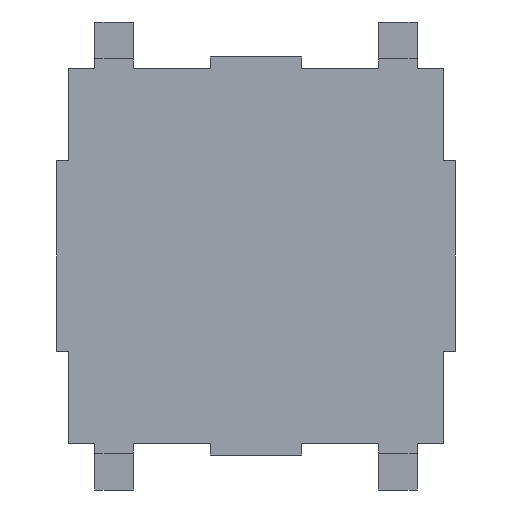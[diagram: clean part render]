
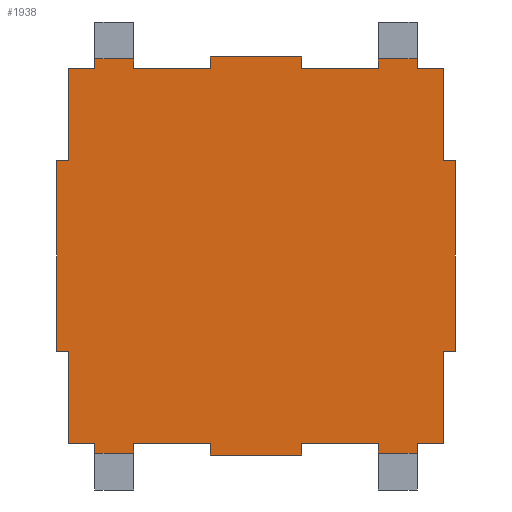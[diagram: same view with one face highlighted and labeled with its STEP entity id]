
A CAD part, front view. The second image highlights one B-rep face of the part: STEP entity #1938.
In plain terms, the highlighted planar face has unit normal (0, -1, 0).
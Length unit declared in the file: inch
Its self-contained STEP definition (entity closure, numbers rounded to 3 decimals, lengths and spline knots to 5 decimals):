
#266=DIRECTION('',(0.,0.,-1.));
#267=VECTOR('',#266,0.0475);
#268=CARTESIAN_POINT('',(0.0965,0.004,-0.049));
#269=LINE('',#268,#267);
#282=DIRECTION('',(0.,0.,-1.));
#283=VECTOR('',#282,0.0475);
#284=CARTESIAN_POINT('',(0.0965,0.004,0.0965));
#285=LINE('',#284,#283);
#319=DIRECTION('',(-1.,0.,0.));
#320=VECTOR('',#319,0.0395);
#321=CARTESIAN_POINT('',(0.063,0.004,-0.0965));
#322=LINE('',#321,#320);
#335=DIRECTION('',(-1.,0.,0.));
#336=VECTOR('',#335,0.0135);
#337=CARTESIAN_POINT('',(0.0965,0.004,-0.0965));
#338=LINE('',#337,#336);
#347=DIRECTION('',(-1.,0.,0.));
#348=VECTOR('',#347,0.0135);
#349=CARTESIAN_POINT('',(-0.083,0.004,-0.0965));
#350=LINE('',#349,#348);
#363=DIRECTION('',(-1.,0.,0.));
#364=VECTOR('',#363,0.0395);
#365=CARTESIAN_POINT('',(-0.0235,0.004,-0.0965));
#366=LINE('',#365,#364);
#380=DIRECTION('',(0.,0.,1.));
#381=VECTOR('',#380,0.006);
#382=CARTESIAN_POINT('',(0.0235,0.004,-0.1025));
#383=LINE('',#382,#381);
#388=DIRECTION('',(0.,0.,1.));
#389=VECTOR('',#388,0.006);
#390=CARTESIAN_POINT('',(0.0235,0.004,0.0965));
#391=LINE('',#390,#389);
#439=DIRECTION('',(0.,0.,1.));
#440=VECTOR('',#439,0.0475);
#441=CARTESIAN_POINT('',(-0.0965,0.004,-0.0965));
#442=LINE('',#441,#440);
#451=DIRECTION('',(0.,0.,1.));
#452=VECTOR('',#451,0.0475);
#453=CARTESIAN_POINT('',(-0.0965,0.004,0.049));
#454=LINE('',#453,#452);
#463=DIRECTION('',(1.,0.,0.));
#464=VECTOR('',#463,0.006);
#465=CARTESIAN_POINT('',(0.0965,0.004,-0.049));
#466=LINE('',#465,#464);
#481=DIRECTION('',(1.,0.,0.));
#482=VECTOR('',#481,0.006);
#483=CARTESIAN_POINT('',(-0.1025,0.004,-0.049));
#484=LINE('',#483,#482);
#485=DIRECTION('',(0.,0.,1.));
#486=VECTOR('',#485,0.006);
#487=CARTESIAN_POINT('',(-0.0235,0.004,-0.1025));
#488=LINE('',#487,#486);
#489=DIRECTION('',(1.,0.,0.));
#490=VECTOR('',#489,0.006);
#491=CARTESIAN_POINT('',(-0.1025,0.004,0.049));
#492=LINE('',#491,#490);
#493=DIRECTION('',(-1.,0.,0.));
#494=VECTOR('',#493,0.02);
#495=CARTESIAN_POINT('',(-0.063,0.004,0.1015));
#496=LINE('',#495,#494);
#497=DIRECTION('',(0.,0.,1.));
#498=VECTOR('',#497,0.006);
#499=CARTESIAN_POINT('',(-0.0235,0.004,0.0965));
#500=LINE('',#499,#498);
#501=DIRECTION('',(1.,0.,0.));
#502=VECTOR('',#501,0.02);
#503=CARTESIAN_POINT('',(0.063,0.004,0.1015));
#504=LINE('',#503,#502);
#505=DIRECTION('',(1.,0.,0.));
#506=VECTOR('',#505,0.006);
#507=CARTESIAN_POINT('',(0.0965,0.004,0.049));
#508=LINE('',#507,#506);
#517=DIRECTION('',(1.,0.,0.));
#518=VECTOR('',#517,0.047);
#519=CARTESIAN_POINT('',(-0.0235,0.004,-0.1025));
#520=LINE('',#519,#518);
#525=DIRECTION('',(0.,0.,-1.));
#526=VECTOR('',#525,0.005);
#527=CARTESIAN_POINT('',(-0.063,0.004,0.1015));
#528=LINE('',#527,#526);
#577=DIRECTION('',(0.,0.,-1.));
#578=VECTOR('',#577,0.005);
#579=CARTESIAN_POINT('',(-0.063,0.004,-0.0965));
#580=LINE('',#579,#578);
#589=DIRECTION('',(1.,0.,0.));
#590=VECTOR('',#589,0.0395);
#591=CARTESIAN_POINT('',(-0.063,0.004,0.0965));
#592=LINE('',#591,#590);
#605=DIRECTION('',(1.,0.,0.));
#606=VECTOR('',#605,0.0135);
#607=CARTESIAN_POINT('',(-0.0965,0.004,0.0965));
#608=LINE('',#607,#606);
#617=DIRECTION('',(1.,0.,0.));
#618=VECTOR('',#617,0.0135);
#619=CARTESIAN_POINT('',(0.083,0.004,0.0965));
#620=LINE('',#619,#618);
#633=DIRECTION('',(1.,0.,0.));
#634=VECTOR('',#633,0.0395);
#635=CARTESIAN_POINT('',(0.0235,0.004,0.0965));
#636=LINE('',#635,#634);
#706=DIRECTION('',(0.,0.,-1.));
#707=VECTOR('',#706,0.005);
#708=CARTESIAN_POINT('',(-0.083,0.004,0.1015));
#709=LINE('',#708,#707);
#710=DIRECTION('',(0.,0.,-1.));
#711=VECTOR('',#710,0.005);
#712=CARTESIAN_POINT('',(-0.083,0.004,-0.0965));
#713=LINE('',#712,#711);
#738=DIRECTION('',(-1.,0.,0.));
#739=VECTOR('',#738,0.02);
#740=CARTESIAN_POINT('',(-0.063,0.004,-0.1015));
#741=LINE('',#740,#739);
#803=DIRECTION('',(1.,0.,0.));
#804=VECTOR('',#803,0.047);
#805=CARTESIAN_POINT('',(-0.0235,0.004,0.1025));
#806=LINE('',#805,#804);
#816=DIRECTION('',(0.,0.,-1.));
#817=VECTOR('',#816,0.005);
#818=CARTESIAN_POINT('',(0.083,0.004,0.1015));
#819=LINE('',#818,#817);
#868=DIRECTION('',(0.,0.,-1.));
#869=VECTOR('',#868,0.005);
#870=CARTESIAN_POINT('',(0.083,0.004,-0.0965));
#871=LINE('',#870,#869);
#900=DIRECTION('',(0.,0.,-1.));
#901=VECTOR('',#900,0.005);
#902=CARTESIAN_POINT('',(0.063,0.004,0.1015));
#903=LINE('',#902,#901);
#904=DIRECTION('',(0.,0.,-1.));
#905=VECTOR('',#904,0.005);
#906=CARTESIAN_POINT('',(0.063,0.004,-0.0965));
#907=LINE('',#906,#905);
#948=DIRECTION('',(1.,0.,0.));
#949=VECTOR('',#948,0.02);
#950=CARTESIAN_POINT('',(0.063,0.004,-0.1015));
#951=LINE('',#950,#949);
#980=DIRECTION('',(0.,0.,-1.));
#981=VECTOR('',#980,0.098);
#982=CARTESIAN_POINT('',(-0.1025,0.004,0.049));
#983=LINE('',#982,#981);
#996=DIRECTION('',(0.,0.,-1.));
#997=VECTOR('',#996,0.098);
#998=CARTESIAN_POINT('',(0.1025,0.004,0.049));
#999=LINE('',#998,#997);
#1004=CARTESIAN_POINT('',(0.063,0.004,-0.1015));
#1006=VERTEX_POINT('',#1004);
#1026=CARTESIAN_POINT('',(0.063,0.004,0.1015));
#1027=VERTEX_POINT('',#1026);
#1028=CARTESIAN_POINT('',(0.083,0.004,-0.1015));
#1030=VERTEX_POINT('',#1028);
#1050=CARTESIAN_POINT('',(0.083,0.004,0.1015));
#1051=VERTEX_POINT('',#1050);
#1052=CARTESIAN_POINT('',(0.063,0.004,0.0965));
#1054=VERTEX_POINT('',#1052);
#1056=CARTESIAN_POINT('',(0.083,0.004,0.0965));
#1058=VERTEX_POINT('',#1056);
#1060=CARTESIAN_POINT('',(0.063,0.004,-0.0965));
#1062=VERTEX_POINT('',#1060);
#1064=CARTESIAN_POINT('',(0.083,0.004,-0.0965));
#1066=VERTEX_POINT('',#1064);
#1068=CARTESIAN_POINT('',(0.0965,0.004,0.0965));
#1069=VERTEX_POINT('',#1068);
#1070=CARTESIAN_POINT('',(0.0965,0.004,-0.0965));
#1071=VERTEX_POINT('',#1070);
#1072=CARTESIAN_POINT('',(-0.063,0.004,-0.1015));
#1074=VERTEX_POINT('',#1072);
#1094=CARTESIAN_POINT('',(-0.063,0.004,0.1015));
#1095=VERTEX_POINT('',#1094);
#1096=CARTESIAN_POINT('',(-0.083,0.004,-0.1015));
#1098=VERTEX_POINT('',#1096);
#1118=CARTESIAN_POINT('',(-0.083,0.004,0.1015));
#1119=VERTEX_POINT('',#1118);
#1120=CARTESIAN_POINT('',(-0.063,0.004,0.0965));
#1122=VERTEX_POINT('',#1120);
#1124=CARTESIAN_POINT('',(-0.083,0.004,0.0965));
#1126=VERTEX_POINT('',#1124);
#1128=CARTESIAN_POINT('',(-0.063,0.004,-0.0965));
#1130=VERTEX_POINT('',#1128);
#1132=CARTESIAN_POINT('',(-0.083,0.004,-0.0965));
#1134=VERTEX_POINT('',#1132);
#1136=CARTESIAN_POINT('',(-0.0965,0.004,0.0965));
#1137=VERTEX_POINT('',#1136);
#1138=CARTESIAN_POINT('',(-0.0965,0.004,-0.0965));
#1139=VERTEX_POINT('',#1138);
#1168=CARTESIAN_POINT('',(-0.1025,0.004,0.049));
#1169=CARTESIAN_POINT('',(-0.1025,0.004,-0.049));
#1170=VERTEX_POINT('',#1168);
#1171=VERTEX_POINT('',#1169);
#1172=CARTESIAN_POINT('',(0.1025,0.004,0.049));
#1173=CARTESIAN_POINT('',(0.1025,0.004,-0.049));
#1174=VERTEX_POINT('',#1172);
#1175=VERTEX_POINT('',#1173);
#1176=CARTESIAN_POINT('',(-0.0965,0.004,-0.049));
#1177=VERTEX_POINT('',#1176);
#1178=CARTESIAN_POINT('',(-0.0965,0.004,0.049));
#1179=VERTEX_POINT('',#1178);
#1180=CARTESIAN_POINT('',(0.0965,0.004,0.049));
#1181=VERTEX_POINT('',#1180);
#1182=CARTESIAN_POINT('',(0.0965,0.004,-0.049));
#1183=VERTEX_POINT('',#1182);
#1184=CARTESIAN_POINT('',(-0.0235,0.004,-0.1025));
#1185=CARTESIAN_POINT('',(0.0235,0.004,-0.1025));
#1186=VERTEX_POINT('',#1184);
#1187=VERTEX_POINT('',#1185);
#1188=CARTESIAN_POINT('',(-0.0235,0.004,0.1025));
#1189=CARTESIAN_POINT('',(0.0235,0.004,0.1025));
#1190=VERTEX_POINT('',#1188);
#1191=VERTEX_POINT('',#1189);
#1192=CARTESIAN_POINT('',(-0.0235,0.004,0.0965));
#1193=VERTEX_POINT('',#1192);
#1194=CARTESIAN_POINT('',(0.0235,0.004,0.0965));
#1195=VERTEX_POINT('',#1194);
#1196=CARTESIAN_POINT('',(0.0235,0.004,-0.0965));
#1197=VERTEX_POINT('',#1196);
#1198=CARTESIAN_POINT('',(-0.0235,0.004,-0.0965));
#1199=VERTEX_POINT('',#1198);
#1875=CARTESIAN_POINT('',(0.,0.004,0.));
#1876=DIRECTION('',(0.,1.,0.));
#1877=DIRECTION('',(1.,0.,0.));
#1878=AXIS2_PLACEMENT_3D('',#1875,#1876,#1877);
#1879=PLANE('',#1878);
#1880=ORIENTED_EDGE('',*,*,#1665,.T.);
#1881=ORIENTED_EDGE('',*,*,#1715,.F.);
#1883=ORIENTED_EDGE('',*,*,#1882,.F.);
#1884=ORIENTED_EDGE('',*,*,#1759,.T.);
#1885=ORIENTED_EDGE('',*,*,#1696,.T.);
#1887=ORIENTED_EDGE('',*,*,#1886,.T.);
#1889=ORIENTED_EDGE('',*,*,#1888,.T.);
#1891=ORIENTED_EDGE('',*,*,#1890,.F.);
#1892=ORIENTED_EDGE('',*,*,#1688,.T.);
#1893=ORIENTED_EDGE('',*,*,#1821,.T.);
#1894=ORIENTED_EDGE('',*,*,#1870,.F.);
#1896=ORIENTED_EDGE('',*,*,#1895,.F.);
#1897=ORIENTED_EDGE('',*,*,#1589,.T.);
#1898=ORIENTED_EDGE('',*,*,#1836,.T.);
#1900=ORIENTED_EDGE('',*,*,#1899,.T.);
#1902=ORIENTED_EDGE('',*,*,#1901,.F.);
#1904=ORIENTED_EDGE('',*,*,#1903,.F.);
#1906=ORIENTED_EDGE('',*,*,#1905,.T.);
#1908=ORIENTED_EDGE('',*,*,#1907,.T.);
#1909=ORIENTED_EDGE('',*,*,#1781,.T.);
#1911=ORIENTED_EDGE('',*,*,#1910,.T.);
#1912=ORIENTED_EDGE('',*,*,#1729,.F.);
#1914=ORIENTED_EDGE('',*,*,#1913,.T.);
#1916=ORIENTED_EDGE('',*,*,#1915,.F.);
#1918=ORIENTED_EDGE('',*,*,#1917,.T.);
#1920=ORIENTED_EDGE('',*,*,#1919,.T.);
#1922=ORIENTED_EDGE('',*,*,#1921,.T.);
#1923=ORIENTED_EDGE('',*,*,#1622,.T.);
#1924=ORIENTED_EDGE('',*,*,#1574,.T.);
#1926=ORIENTED_EDGE('',*,*,#1925,.T.);
#1927=ORIENTED_EDGE('',*,*,#1850,.F.);
#1928=ORIENTED_EDGE('',*,*,#1607,.T.);
#1929=ORIENTED_EDGE('',*,*,#1673,.T.);
#1931=ORIENTED_EDGE('',*,*,#1930,.T.);
#1933=ORIENTED_EDGE('',*,*,#1932,.F.);
#1935=ORIENTED_EDGE('',*,*,#1934,.F.);
#1936=EDGE_LOOP('',(#1880,#1881,#1883,#1884,#1885,#1887,#1889,#1891,#1892,#1893,
#1894,#1896,#1897,#1898,#1900,#1902,#1904,#1906,#1908,#1909,#1911,#1912,#1914,
#1916,#1918,#1920,#1922,#1923,#1924,#1926,#1927,#1928,#1929,#1931,#1933,#1935));
#1937=FACE_OUTER_BOUND('',#1936,.F.);
#1938=ADVANCED_FACE('',(#1937),#1879,.F.);
#1574=EDGE_CURVE('',#1181,#1174,#508,.T.);
#1589=EDGE_CURVE('',#1170,#1179,#492,.T.);
#1607=EDGE_CURVE('',#1183,#1071,#269,.T.);
#1622=EDGE_CURVE('',#1069,#1181,#285,.T.);
#1665=EDGE_CURVE('',#1062,#1197,#322,.T.);
#1673=EDGE_CURVE('',#1071,#1066,#338,.T.);
#1688=EDGE_CURVE('',#1134,#1139,#350,.T.);
#1696=EDGE_CURVE('',#1199,#1130,#366,.T.);
#1715=EDGE_CURVE('',#1187,#1197,#383,.T.);
#1729=EDGE_CURVE('',#1195,#1191,#391,.T.);
#1759=EDGE_CURVE('',#1186,#1199,#488,.T.);
#1781=EDGE_CURVE('',#1193,#1190,#500,.T.);
#1821=EDGE_CURVE('',#1139,#1177,#442,.T.);
#1836=EDGE_CURVE('',#1179,#1137,#454,.T.);
#1850=EDGE_CURVE('',#1183,#1175,#466,.T.);
#1870=EDGE_CURVE('',#1171,#1177,#484,.T.);
#1882=EDGE_CURVE('',#1186,#1187,#520,.T.);
#1886=EDGE_CURVE('',#1130,#1074,#580,.T.);
#1888=EDGE_CURVE('',#1074,#1098,#741,.T.);
#1890=EDGE_CURVE('',#1134,#1098,#713,.T.);
#1895=EDGE_CURVE('',#1170,#1171,#983,.T.);
#1899=EDGE_CURVE('',#1137,#1126,#608,.T.);
#1901=EDGE_CURVE('',#1119,#1126,#709,.T.);
#1903=EDGE_CURVE('',#1095,#1119,#496,.T.);
#1905=EDGE_CURVE('',#1095,#1122,#528,.T.);
#1907=EDGE_CURVE('',#1122,#1193,#592,.T.);
#1910=EDGE_CURVE('',#1190,#1191,#806,.T.);
#1913=EDGE_CURVE('',#1195,#1054,#636,.T.);
#1915=EDGE_CURVE('',#1027,#1054,#903,.T.);
#1917=EDGE_CURVE('',#1027,#1051,#504,.T.);
#1919=EDGE_CURVE('',#1051,#1058,#819,.T.);
#1921=EDGE_CURVE('',#1058,#1069,#620,.T.);
#1925=EDGE_CURVE('',#1174,#1175,#999,.T.);
#1930=EDGE_CURVE('',#1066,#1030,#871,.T.);
#1932=EDGE_CURVE('',#1006,#1030,#951,.T.);
#1934=EDGE_CURVE('',#1062,#1006,#907,.T.);
